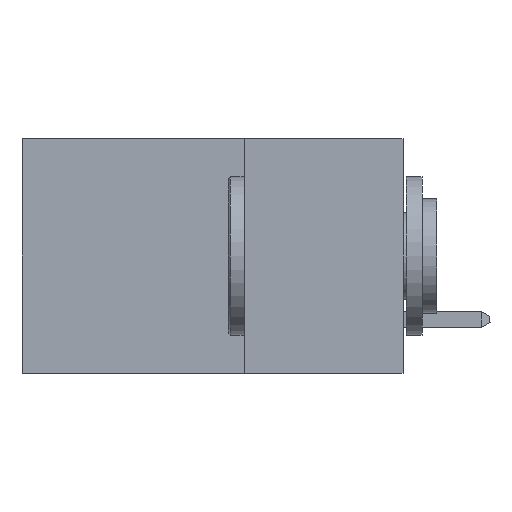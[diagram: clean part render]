
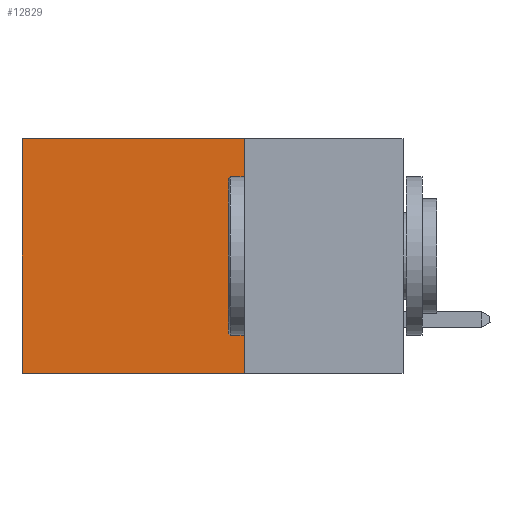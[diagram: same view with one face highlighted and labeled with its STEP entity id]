
A CAD part, left-side view. The second image highlights one B-rep face of the part: STEP entity #12829.
In plain terms, the highlighted planar face has unit normal (-1, 0, 0).
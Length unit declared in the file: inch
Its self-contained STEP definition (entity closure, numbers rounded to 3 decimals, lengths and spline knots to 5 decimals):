
#245 = ORIENTED_EDGE ( 'NONE', *, *, #16213, .F. ) ;
#1472 = CARTESIAN_POINT ( 'NONE',  ( 0.2875, 0.6, -0.37 ) ) ;
#1620 = CARTESIAN_POINT ( 'NONE',  ( 0.2875, 0.25, 0. ) ) ;
#1706 = VERTEX_POINT ( 'NONE', #3671 ) ;
#1760 = VERTEX_POINT ( 'NONE', #11160 ) ;
#3379 = EDGE_CURVE ( 'NONE', #9440, #20909, #22626, .T. ) ;
#3461 = DIRECTION ( 'NONE',  ( 0., 0., -1. ) ) ;
#3671 = CARTESIAN_POINT ( 'NONE',  ( 0.2875, 0.25, -0.37 ) ) ;
#4359 = CARTESIAN_POINT ( 'NONE',  ( 0.2875, 0.6, 0. ) ) ;
#4710 = LINE ( 'NONE', #14096, #8924 ) ;
#5321 = LINE ( 'NONE', #12355, #18423 ) ;
#5555 = CARTESIAN_POINT ( 'NONE',  ( 0.2875, 0.6, 0. ) ) ;
#6591 = VECTOR ( 'NONE', #16915, 39.37008 ) ;
#6788 = EDGE_CURVE ( 'NONE', #1760, #9440, #21876, .T. ) ;
#6968 = ORIENTED_EDGE ( 'NONE', *, *, #6788, .T. ) ;
#8668 = ORIENTED_EDGE ( 'NONE', *, *, #3379, .T. ) ;
#8924 = VECTOR ( 'NONE', #10738, 39.37008 ) ;
#9440 = VERTEX_POINT ( 'NONE', #5555 ) ;
#9496 = CARTESIAN_POINT ( 'NONE',  ( 0.2875, 0.25, 0. ) ) ;
#10436 = DIRECTION ( 'NONE',  ( 0., 0., -1. ) ) ;
#10738 = DIRECTION ( 'NONE',  ( 0., 1., 0. ) ) ;
#11160 = CARTESIAN_POINT ( 'NONE',  ( 0.2875, 0.25, 0. ) ) ;
#12215 = VECTOR ( 'NONE', #21839, 39.37008 ) ;
#12355 = CARTESIAN_POINT ( 'NONE',  ( 0.2875, 0.25, 0. ) ) ;
#12829 = ADVANCED_FACE ( 'NONE', ( #21588 ), #19571, .F. ) ;
#14096 = CARTESIAN_POINT ( 'NONE',  ( 0.2875, 0.25, -0.37 ) ) ;
#16213 = EDGE_CURVE ( 'NONE', #1760, #1706, #5321, .T. ) ;
#16915 = DIRECTION ( 'NONE',  ( 0., 0., -1. ) ) ;
#18423 = VECTOR ( 'NONE', #10436, 39.37008 ) ;
#18794 = AXIS2_PLACEMENT_3D ( 'NONE', #1620, #21392, #3461 ) ;
#19571 = PLANE ( 'NONE',  #18794 ) ;
#20190 = EDGE_CURVE ( 'NONE', #1706, #20909, #4710, .T. ) ;
#20693 = ORIENTED_EDGE ( 'NONE', *, *, #20190, .F. ) ;
#20909 = VERTEX_POINT ( 'NONE', #1472 ) ;
#21392 = DIRECTION ( 'NONE',  ( 1., 0., 0. ) ) ;
#21588 = FACE_OUTER_BOUND ( 'NONE', #22633, .T. ) ;
#21839 = DIRECTION ( 'NONE',  ( 0., 1., 0. ) ) ;
#21876 = LINE ( 'NONE', #9496, #12215 ) ;
#22626 = LINE ( 'NONE', #4359, #6591 ) ;
#22633 = EDGE_LOOP ( 'NONE', ( #8668, #20693, #245, #6968 ) ) ;
